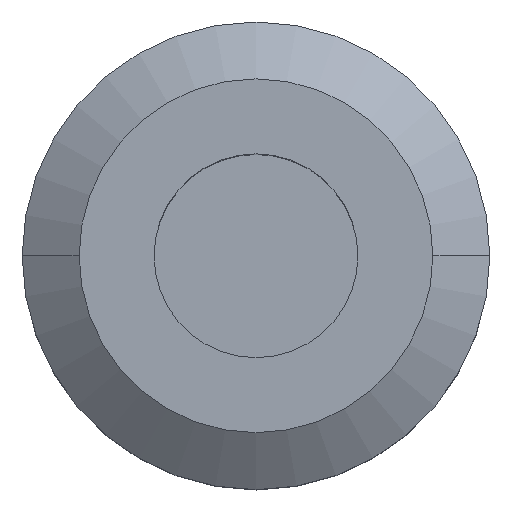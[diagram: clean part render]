
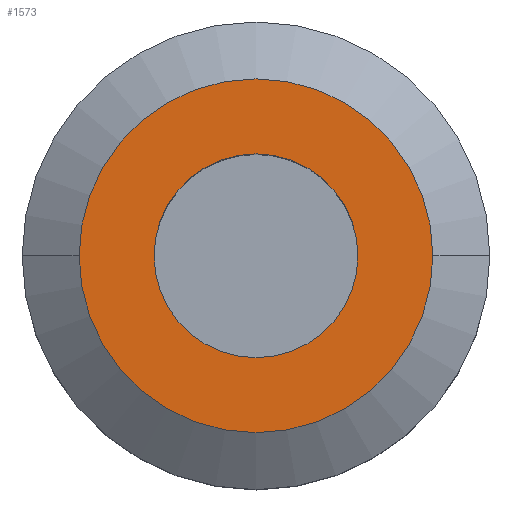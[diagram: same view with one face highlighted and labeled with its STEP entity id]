
A CAD part, top view. The second image highlights one B-rep face of the part: STEP entity #1573.
In plain terms, the highlighted planar face has unit normal (0, 0, 1).
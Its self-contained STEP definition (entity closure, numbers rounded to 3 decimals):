
#65 = DIRECTION ( 'NONE',  ( 0., 0., -1. ) ) ;
#96 = EDGE_LOOP ( 'NONE', ( #444, #1773 ) ) ;
#100 = DIRECTION ( 'NONE',  ( 0., 0., -1. ) ) ;
#114 = EDGE_CURVE ( 'NONE', #1463, #1673, #294, .T. ) ;
#143 = AXIS2_PLACEMENT_3D ( 'NONE', #249, #1762, #556 ) ;
#240 = DIRECTION ( 'NONE',  ( -1., 0., 0. ) ) ;
#249 = CARTESIAN_POINT ( 'NONE',  ( 0., 0., 101.6 ) ) ;
#294 = CIRCLE ( 'NONE', #1293, 29.5 ) ;
#355 = DIRECTION ( 'NONE',  ( -1., 0., 0. ) ) ;
#444 = ORIENTED_EDGE ( 'NONE', *, *, #1391, .T. ) ;
#454 = AXIS2_PLACEMENT_3D ( 'NONE', #1638, #100, #240 ) ;
#501 = CARTESIAN_POINT ( 'NONE',  ( 0., 29.5, 101.6 ) ) ;
#556 = DIRECTION ( 'NONE',  ( -1., 0., 0. ) ) ;
#655 = DIRECTION ( 'NONE',  ( 0., 0., 1. ) ) ;
#671 = CARTESIAN_POINT ( 'NONE',  ( 29.5, 0., 101.6 ) ) ;
#681 = EDGE_CURVE ( 'NONE', #1673, #1463, #848, .T. ) ;
#760 = DIRECTION ( 'NONE',  ( 0., 0., -1. ) ) ;
#785 = EDGE_CURVE ( 'NONE', #1962, #1655, #1091, .T. ) ;
#848 = CIRCLE ( 'NONE', #143, 29.5 ) ;
#1091 = CIRCLE ( 'NONE', #454, 17. ) ;
#1117 = CARTESIAN_POINT ( 'NONE',  ( 0., 0., 101.6 ) ) ;
#1210 = EDGE_LOOP ( 'NONE', ( #1742, #1911 ) ) ;
#1228 = FACE_BOUND ( 'NONE', #96, .T. ) ;
#1231 = AXIS2_PLACEMENT_3D ( 'NONE', #1672, #760, #1820 ) ;
#1293 = AXIS2_PLACEMENT_3D ( 'NONE', #1117, #65, #355 ) ;
#1388 = CARTESIAN_POINT ( 'NONE',  ( 17., 0., 101.6 ) ) ;
#1391 = EDGE_CURVE ( 'NONE', #1655, #1962, #1460, .T. ) ;
#1460 = CIRCLE ( 'NONE', #1231, 17. ) ;
#1463 = VERTEX_POINT ( 'NONE', #1848 ) ;
#1573 = ADVANCED_FACE ( 'NONE', ( #1228, #1630 ), #1873, .T. ) ;
#1630 = FACE_OUTER_BOUND ( 'NONE', #1210, .T. ) ;
#1638 = CARTESIAN_POINT ( 'NONE',  ( 0., 0., 101.6 ) ) ;
#1648 = AXIS2_PLACEMENT_3D ( 'NONE', #501, #655, #1723 ) ;
#1655 = VERTEX_POINT ( 'NONE', #1744 ) ;
#1672 = CARTESIAN_POINT ( 'NONE',  ( 0., 0., 101.6 ) ) ;
#1673 = VERTEX_POINT ( 'NONE', #671 ) ;
#1723 = DIRECTION ( 'NONE',  ( 1., 0., 0. ) ) ;
#1742 = ORIENTED_EDGE ( 'NONE', *, *, #114, .F. ) ;
#1744 = CARTESIAN_POINT ( 'NONE',  ( -17., 0., 101.6 ) ) ;
#1762 = DIRECTION ( 'NONE',  ( 0., 0., -1. ) ) ;
#1773 = ORIENTED_EDGE ( 'NONE', *, *, #785, .T. ) ;
#1820 = DIRECTION ( 'NONE',  ( -1., 0., 0. ) ) ;
#1848 = CARTESIAN_POINT ( 'NONE',  ( -29.5, 0., 101.6 ) ) ;
#1873 = PLANE ( 'NONE',  #1648 ) ;
#1911 = ORIENTED_EDGE ( 'NONE', *, *, #681, .F. ) ;
#1962 = VERTEX_POINT ( 'NONE', #1388 ) ;
